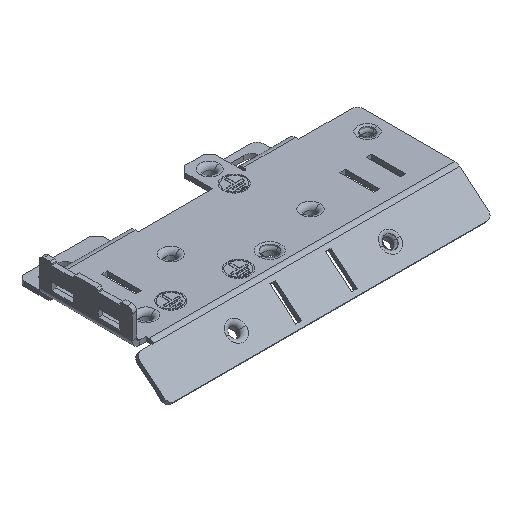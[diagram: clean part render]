
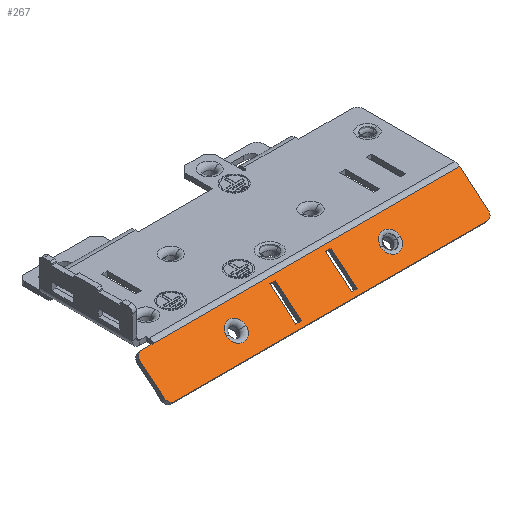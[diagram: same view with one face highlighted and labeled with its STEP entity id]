
A CAD part, isometric view. The second image highlights one B-rep face of the part: STEP entity #267.
In plain terms, the highlighted planar face has unit normal (0, -0.643, 0.766).
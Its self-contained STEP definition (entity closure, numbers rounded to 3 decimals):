
#267=ADVANCED_FACE('',(#746,#747,#748,#749,#750),#751,.T.);
#746=FACE_OUTER_BOUND('',#1323,.T.);
#747=FACE_BOUND('',#1324,.T.);
#748=FACE_BOUND('',#1325,.T.);
#749=FACE_BOUND('',#1326,.T.);
#750=FACE_BOUND('',#1327,.T.);
#751=PLANE('',#1328);
#1323=EDGE_LOOP('',(#2926,#2927,#2928,#2929,#2930,#2931,#2932,#2933));
#1324=EDGE_LOOP('',(#2934,#2935,#2936,#2937));
#1325=EDGE_LOOP('',(#2938,#2939,#2940,#2941));
#1326=EDGE_LOOP('',(#2942,#2943));
#1327=EDGE_LOOP('',(#2944,#2945));
#1328=AXIS2_PLACEMENT_3D('',#2946,#2947,#2948);
#2926=ORIENTED_EDGE('',*,*,#4108,.T.);
#2927=ORIENTED_EDGE('',*,*,#4109,.T.);
#2928=ORIENTED_EDGE('',*,*,#4110,.T.);
#2929=ORIENTED_EDGE('',*,*,#4084,.T.);
#2930=ORIENTED_EDGE('',*,*,#4082,.T.);
#2931=ORIENTED_EDGE('',*,*,#4111,.F.);
#2932=ORIENTED_EDGE('',*,*,#4112,.F.);
#2933=ORIENTED_EDGE('',*,*,#4113,.T.);
#2934=ORIENTED_EDGE('',*,*,#4114,.T.);
#2935=ORIENTED_EDGE('',*,*,#4115,.T.);
#2936=ORIENTED_EDGE('',*,*,#4116,.T.);
#2937=ORIENTED_EDGE('',*,*,#4117,.T.);
#2938=ORIENTED_EDGE('',*,*,#4118,.T.);
#2939=ORIENTED_EDGE('',*,*,#4119,.T.);
#2940=ORIENTED_EDGE('',*,*,#4120,.T.);
#2941=ORIENTED_EDGE('',*,*,#4107,.T.);
#2942=ORIENTED_EDGE('',*,*,#4121,.F.);
#2943=ORIENTED_EDGE('',*,*,#4122,.F.);
#2944=ORIENTED_EDGE('',*,*,#4123,.F.);
#2945=ORIENTED_EDGE('',*,*,#4124,.F.);
#2946=CARTESIAN_POINT('',(0.0,2.7,-8.084));
#2947=DIRECTION('',(0.0,-0.643,0.766));
#2948=DIRECTION('',(-1.0,0.0,0.0));
#4082=EDGE_CURVE('',#5058,#5053,#5059,.T.);
#4084=EDGE_CURVE('',#5061,#5058,#5062,.T.);
#4107=EDGE_CURVE('',#5101,#5103,#5105,.T.);
#4108=EDGE_CURVE('',#5106,#5107,#5108,.T.);
#4109=EDGE_CURVE('',#5107,#5109,#5110,.T.);
#4110=EDGE_CURVE('',#5109,#5061,#5111,.T.);
#4111=EDGE_CURVE('',#5112,#5053,#5113,.T.);
#4112=EDGE_CURVE('',#5114,#5112,#5115,.T.);
#4113=EDGE_CURVE('',#5114,#5106,#5116,.T.);
#4114=EDGE_CURVE('',#5117,#5118,#5119,.T.);
#4115=EDGE_CURVE('',#5118,#5120,#5121,.T.);
#4116=EDGE_CURVE('',#5120,#5122,#5123,.T.);
#4117=EDGE_CURVE('',#5122,#5117,#5124,.T.);
#4118=EDGE_CURVE('',#5103,#5125,#5126,.T.);
#4119=EDGE_CURVE('',#5125,#5127,#5128,.T.);
#4120=EDGE_CURVE('',#5127,#5101,#5129,.T.);
#4121=EDGE_CURVE('',#5130,#5131,#5132,.T.);
#4122=EDGE_CURVE('',#5131,#5130,#5133,.T.);
#4123=EDGE_CURVE('',#5134,#5135,#5136,.T.);
#4124=EDGE_CURVE('',#5135,#5134,#5137,.T.);
#5053=VERTEX_POINT('',#6481);
#5058=VERTEX_POINT('',#6488);
#5059=LINE('',#6489,#6490);
#5061=VERTEX_POINT('',#6493);
#5062=CIRCLE('',#6494,2.0);
#5101=VERTEX_POINT('',#6546);
#5103=VERTEX_POINT('',#6549);
#5105=LINE('',#6552,#6553);
#5106=VERTEX_POINT('',#6554);
#5107=VERTEX_POINT('',#6555);
#5108=LINE('',#6556,#6557);
#5109=VERTEX_POINT('',#6558);
#5110=CIRCLE('',#6559,2.0);
#5111=LINE('',#6560,#6561);
#5112=VERTEX_POINT('',#6562);
#5113=LINE('',#6563,#6564);
#5114=VERTEX_POINT('',#6565);
#5115=LINE('',#6566,#6567);
#5116=CIRCLE('',#6568,2.0);
#5117=VERTEX_POINT('',#6569);
#5118=VERTEX_POINT('',#6570);
#5119=LINE('',#6571,#6572);
#5120=VERTEX_POINT('',#6573);
#5121=LINE('',#6574,#6575);
#5122=VERTEX_POINT('',#6576);
#5123=LINE('',#6577,#6578);
#5124=LINE('',#6579,#6580);
#5125=VERTEX_POINT('',#6581);
#5126=LINE('',#6582,#6583);
#5127=VERTEX_POINT('',#6584);
#5128=LINE('',#6585,#6586);
#5129=LINE('',#6587,#6588);
#5130=VERTEX_POINT('',#6589);
#5131=VERTEX_POINT('',#6590);
#5132=CIRCLE('',#6591,3.1);
#5133=CIRCLE('',#6592,3.1);
#5134=VERTEX_POINT('',#6593);
#5135=VERTEX_POINT('',#6594);
#5136=CIRCLE('',#6595,3.1);
#5137=CIRCLE('',#6596,3.1);
#6481=CARTESIAN_POINT('',(55.75,13.424,0.915));
#6488=CARTESIAN_POINT('',(55.75,4.232,-6.798));
#6489=CARTESIAN_POINT('',(55.75,4.232,-6.798));
#6490=VECTOR('',#7704,12.0);
#6493=CARTESIAN_POINT('',(53.75,2.7,-8.084));
#6494=AXIS2_PLACEMENT_3D('',#7706,#7707,#7708);
#6546=CARTESIAN_POINT('',(11.2,12.291,-0.036));
#6549=CARTESIAN_POINT('',(13.0,12.291,-0.036));
#6552=CARTESIAN_POINT('',(11.2,12.291,-0.036));
#6553=VECTOR('',#7745,1.8);
#6554=CARTESIAN_POINT('',(-49.0,11.892,-0.37));
#6555=CARTESIAN_POINT('',(-49.0,4.232,-6.798));
#6556=CARTESIAN_POINT('',(-49.0,11.892,-0.37));
#6557=VECTOR('',#7746,10.0);
#6558=CARTESIAN_POINT('',(-47.0,2.7,-8.084));
#6559=AXIS2_PLACEMENT_3D('',#7747,#7748,#7749);
#6560=CARTESIAN_POINT('',(-47.0,2.7,-8.084));
#6561=VECTOR('',#7750,100.75);
#6562=CARTESIAN_POINT('',(-43.0,13.424,0.915));
#6563=CARTESIAN_POINT('',(-43.0,13.424,0.915));
#6564=VECTOR('',#7751,98.75);
#6565=CARTESIAN_POINT('',(-47.0,13.424,0.915));
#6566=CARTESIAN_POINT('',(-47.0,13.424,0.915));
#6567=VECTOR('',#7752,4.0);
#6568=AXIS2_PLACEMENT_3D('',#7753,#7754,#7755);
#6569=CARTESIAN_POINT('',(-5.0,12.291,-0.036));
#6570=CARTESIAN_POINT('',(-5.0,3.864,-7.107));
#6571=CARTESIAN_POINT('',(-5.0,12.291,-0.036));
#6572=VECTOR('',#7756,11.0);
#6573=CARTESIAN_POINT('',(-6.8,3.864,-7.107));
#6574=CARTESIAN_POINT('',(-5.0,3.864,-7.107));
#6575=VECTOR('',#7757,1.8);
#6576=CARTESIAN_POINT('',(-6.8,12.291,-0.036));
#6577=CARTESIAN_POINT('',(-6.8,3.864,-7.107));
#6578=VECTOR('',#7758,11.0);
#6579=CARTESIAN_POINT('',(-6.8,12.291,-0.036));
#6580=VECTOR('',#7759,1.8);
#6581=CARTESIAN_POINT('',(13.0,3.864,-7.107));
#6582=CARTESIAN_POINT('',(13.0,12.291,-0.036));
#6583=VECTOR('',#7760,11.0);
#6584=CARTESIAN_POINT('',(11.2,3.864,-7.107));
#6585=CARTESIAN_POINT('',(13.0,3.864,-7.107));
#6586=VECTOR('',#7761,1.8);
#6587=CARTESIAN_POINT('',(11.2,3.864,-7.107));
#6588=VECTOR('',#7762,11.0);
#6589=CARTESIAN_POINT('',(-24.9,8.078,-3.572));
#6590=CARTESIAN_POINT('',(-18.7,8.078,-3.572));
#6591=AXIS2_PLACEMENT_3D('',#7763,#7764,#7765);
#6592=AXIS2_PLACEMENT_3D('',#7766,#7767,#7768);
#6593=CARTESIAN_POINT('',(24.9,8.078,-3.572));
#6594=CARTESIAN_POINT('',(31.1,8.078,-3.572));
#6595=AXIS2_PLACEMENT_3D('',#7769,#7770,#7771);
#6596=AXIS2_PLACEMENT_3D('',#7772,#7773,#7774);
#7704=DIRECTION('',(0.0,0.766,0.643));
#7706=CARTESIAN_POINT('',(53.75,4.232,-6.798));
#7707=DIRECTION('',(0.0,-0.643,0.766));
#7708=DIRECTION('',(0.0,-0.766,-0.643));
#7745=DIRECTION('',(1.0,0.0,0.0));
#7746=DIRECTION('',(0.0,-0.766,-0.643));
#7747=CARTESIAN_POINT('',(-47.0,4.232,-6.798));
#7748=DIRECTION('',(0.0,-0.643,0.766));
#7749=DIRECTION('',(-1.0,0.0,0.0));
#7750=DIRECTION('',(1.0,0.0,0.0));
#7751=DIRECTION('',(1.0,0.0,0.0));
#7752=DIRECTION('',(1.0,0.0,0.0));
#7753=CARTESIAN_POINT('',(-47.0,11.892,-0.37));
#7754=DIRECTION('',(0.0,-0.643,0.766));
#7755=DIRECTION('',(0.0,0.766,0.643));
#7756=DIRECTION('',(0.0,-0.766,-0.643));
#7757=DIRECTION('',(-1.0,0.0,0.0));
#7758=DIRECTION('',(0.0,0.766,0.643));
#7759=DIRECTION('',(1.0,0.0,0.0));
#7760=DIRECTION('',(0.0,-0.766,-0.643));
#7761=DIRECTION('',(-1.0,0.0,0.0));
#7762=DIRECTION('',(0.0,0.766,0.643));
#7763=CARTESIAN_POINT('',(-21.8,8.078,-3.572));
#7764=DIRECTION('',(0.0,-0.643,0.766));
#7765=DIRECTION('',(-1.0,0.0,0.0));
#7766=CARTESIAN_POINT('',(-21.8,8.078,-3.572));
#7767=DIRECTION('',(0.0,-0.643,0.766));
#7768=DIRECTION('',(1.0,0.0,0.0));
#7769=CARTESIAN_POINT('',(28.0,8.078,-3.572));
#7770=DIRECTION('',(0.0,-0.643,0.766));
#7771=DIRECTION('',(-1.0,0.0,0.0));
#7772=CARTESIAN_POINT('',(28.0,8.078,-3.572));
#7773=DIRECTION('',(0.0,-0.643,0.766));
#7774=DIRECTION('',(1.0,0.0,0.0));
